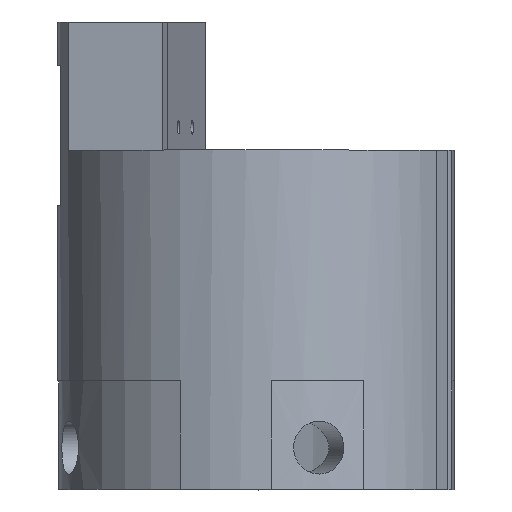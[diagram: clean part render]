
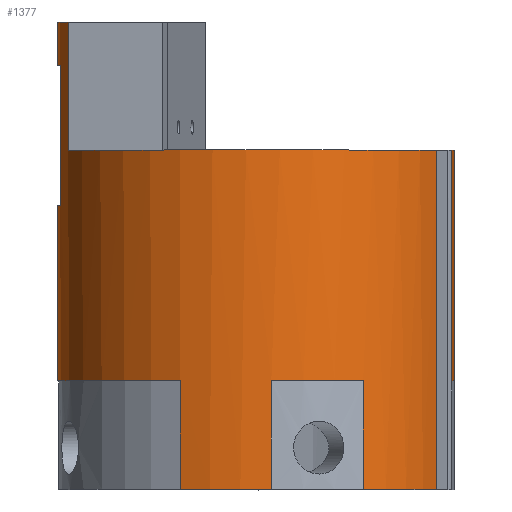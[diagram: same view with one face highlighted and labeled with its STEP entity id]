
A CAD part, top view. The second image highlights one B-rep face of the part: STEP entity #1377.
In plain terms, the highlighted cylindrical face has radius 18.098 mm (diameter 36.195 mm), a partial arc.
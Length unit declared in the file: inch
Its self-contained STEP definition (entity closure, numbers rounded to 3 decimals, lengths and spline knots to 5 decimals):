
#65=CYLINDRICAL_SURFACE('',#1465,0.7125);
#96=FACE_OUTER_BOUND('',#167,.T.);
#167=EDGE_LOOP('',(#920,#921,#922,#923,#924,#925,#926,#927,#928,#929,#930,
#931,#932,#933,#934,#935,#936,#937,#938,#939,#940,#941,#942,#943,#944,#945,
#946));
#261=LINE('',#2025,#373);
#262=LINE('',#2029,#374);
#263=LINE('',#2033,#375);
#264=LINE('',#2037,#376);
#265=LINE('',#2039,#377);
#266=LINE('',#2043,#378);
#267=LINE('',#2047,#379);
#268=LINE('',#2051,#380);
#269=LINE('',#2055,#381);
#270=LINE('',#2059,#382);
#271=LINE('',#2063,#383);
#272=LINE('',#2066,#384);
#273=LINE('',#2068,#385);
#274=LINE('',#2071,#386);
#373=VECTOR('',#1621,0.3937);
#374=VECTOR('',#1624,0.3937);
#375=VECTOR('',#1627,0.3937);
#376=VECTOR('',#1630,0.3937);
#377=VECTOR('',#1631,0.3937);
#378=VECTOR('',#1634,0.3937);
#379=VECTOR('',#1637,0.3937);
#380=VECTOR('',#1640,0.3937);
#381=VECTOR('',#1643,0.3937);
#382=VECTOR('',#1646,0.3937);
#383=VECTOR('',#1649,0.3937);
#384=VECTOR('',#1652,0.3937);
#385=VECTOR('',#1653,0.3937);
#386=VECTOR('',#1656,0.3937);
#481=CIRCLE('',#1462,0.7125);
#483=CIRCLE('',#1464,0.7125);
#484=CIRCLE('',#1466,0.7125);
#485=CIRCLE('',#1467,0.7125);
#486=CIRCLE('',#1468,0.7125);
#487=CIRCLE('',#1469,0.7125);
#488=CIRCLE('',#1470,0.7125);
#489=CIRCLE('',#1471,0.7125);
#490=CIRCLE('',#1472,0.7125);
#491=CIRCLE('',#1473,0.7125);
#492=CIRCLE('',#1474,0.7125);
#493=CIRCLE('',#1475,0.7125);
#494=CIRCLE('',#1476,0.7125);
#556=VERTEX_POINT('',#2009);
#557=VERTEX_POINT('',#2010);
#558=VERTEX_POINT('',#2012);
#559=VERTEX_POINT('',#2014);
#563=VERTEX_POINT('',#2024);
#564=VERTEX_POINT('',#2026);
#565=VERTEX_POINT('',#2028);
#566=VERTEX_POINT('',#2030);
#567=VERTEX_POINT('',#2032);
#568=VERTEX_POINT('',#2034);
#569=VERTEX_POINT('',#2036);
#570=VERTEX_POINT('',#2038);
#571=VERTEX_POINT('',#2040);
#572=VERTEX_POINT('',#2042);
#573=VERTEX_POINT('',#2044);
#574=VERTEX_POINT('',#2046);
#575=VERTEX_POINT('',#2048);
#576=VERTEX_POINT('',#2050);
#577=VERTEX_POINT('',#2052);
#578=VERTEX_POINT('',#2054);
#579=VERTEX_POINT('',#2056);
#580=VERTEX_POINT('',#2058);
#581=VERTEX_POINT('',#2060);
#582=VERTEX_POINT('',#2062);
#583=VERTEX_POINT('',#2064);
#584=VERTEX_POINT('',#2067);
#585=VERTEX_POINT('',#2069);
#700=EDGE_CURVE('',#556,#557,#481,.T.);
#702=EDGE_CURVE('',#558,#559,#483,.T.);
#707=EDGE_CURVE('',#563,#556,#261,.T.);
#708=EDGE_CURVE('',#564,#563,#484,.T.);
#709=EDGE_CURVE('',#564,#565,#262,.T.);
#710=EDGE_CURVE('',#565,#566,#485,.T.);
#711=EDGE_CURVE('',#566,#567,#263,.T.);
#712=EDGE_CURVE('',#567,#568,#486,.T.);
#713=EDGE_CURVE('',#568,#569,#264,.T.);
#714=EDGE_CURVE('',#569,#570,#265,.T.);
#715=EDGE_CURVE('',#571,#570,#487,.T.);
#716=EDGE_CURVE('',#571,#572,#266,.T.);
#717=EDGE_CURVE('',#572,#573,#488,.T.);
#718=EDGE_CURVE('',#573,#574,#267,.T.);
#719=EDGE_CURVE('',#574,#575,#489,.T.);
#720=EDGE_CURVE('',#575,#576,#268,.T.);
#721=EDGE_CURVE('',#577,#576,#490,.F.);
#722=EDGE_CURVE('',#577,#578,#269,.T.);
#723=EDGE_CURVE('',#578,#579,#491,.T.);
#724=EDGE_CURVE('',#579,#580,#270,.T.);
#725=EDGE_CURVE('',#581,#580,#492,.F.);
#726=EDGE_CURVE('',#581,#582,#271,.T.);
#727=EDGE_CURVE('',#583,#582,#493,.T.);
#728=EDGE_CURVE('',#583,#559,#272,.T.);
#729=EDGE_CURVE('',#558,#584,#273,.T.);
#730=EDGE_CURVE('',#584,#585,#494,.T.);
#731=EDGE_CURVE('',#585,#557,#274,.T.);
#920=ORIENTED_EDGE('',*,*,#700,.F.);
#921=ORIENTED_EDGE('',*,*,#707,.F.);
#922=ORIENTED_EDGE('',*,*,#708,.F.);
#923=ORIENTED_EDGE('',*,*,#709,.T.);
#924=ORIENTED_EDGE('',*,*,#710,.T.);
#925=ORIENTED_EDGE('',*,*,#711,.T.);
#926=ORIENTED_EDGE('',*,*,#712,.T.);
#927=ORIENTED_EDGE('',*,*,#713,.T.);
#928=ORIENTED_EDGE('',*,*,#714,.T.);
#929=ORIENTED_EDGE('',*,*,#715,.F.);
#930=ORIENTED_EDGE('',*,*,#716,.T.);
#931=ORIENTED_EDGE('',*,*,#717,.T.);
#932=ORIENTED_EDGE('',*,*,#718,.T.);
#933=ORIENTED_EDGE('',*,*,#719,.T.);
#934=ORIENTED_EDGE('',*,*,#720,.T.);
#935=ORIENTED_EDGE('',*,*,#721,.F.);
#936=ORIENTED_EDGE('',*,*,#722,.T.);
#937=ORIENTED_EDGE('',*,*,#723,.T.);
#938=ORIENTED_EDGE('',*,*,#724,.T.);
#939=ORIENTED_EDGE('',*,*,#725,.F.);
#940=ORIENTED_EDGE('',*,*,#726,.T.);
#941=ORIENTED_EDGE('',*,*,#727,.F.);
#942=ORIENTED_EDGE('',*,*,#728,.T.);
#943=ORIENTED_EDGE('',*,*,#702,.F.);
#944=ORIENTED_EDGE('',*,*,#729,.T.);
#945=ORIENTED_EDGE('',*,*,#730,.T.);
#946=ORIENTED_EDGE('',*,*,#731,.T.);
#1377=ADVANCED_FACE('',(#96),#65,.T.);
#1462=AXIS2_PLACEMENT_3D('',#2011,#1609,#1610);
#1464=AXIS2_PLACEMENT_3D('',#2015,#1613,#1614);
#1465=AXIS2_PLACEMENT_3D('',#2023,#1619,#1620);
#1466=AXIS2_PLACEMENT_3D('',#2027,#1622,#1623);
#1467=AXIS2_PLACEMENT_3D('',#2031,#1625,#1626);
#1468=AXIS2_PLACEMENT_3D('',#2035,#1628,#1629);
#1469=AXIS2_PLACEMENT_3D('',#2041,#1632,#1633);
#1470=AXIS2_PLACEMENT_3D('',#2045,#1635,#1636);
#1471=AXIS2_PLACEMENT_3D('',#2049,#1638,#1639);
#1472=AXIS2_PLACEMENT_3D('',#2053,#1641,#1642);
#1473=AXIS2_PLACEMENT_3D('',#2057,#1644,#1645);
#1474=AXIS2_PLACEMENT_3D('',#2061,#1647,#1648);
#1475=AXIS2_PLACEMENT_3D('',#2065,#1650,#1651);
#1476=AXIS2_PLACEMENT_3D('',#2070,#1654,#1655);
#1609=DIRECTION('center_axis',(0.,1.,0.));
#1610=DIRECTION('ref_axis',(-0.741,0.,-0.671));
#1613=DIRECTION('center_axis',(0.,1.,0.));
#1614=DIRECTION('ref_axis',(-0.741,0.,-0.671));
#1619=DIRECTION('center_axis',(0.,1.,0.));
#1620=DIRECTION('ref_axis',(-0.956,0.,-0.292));
#1621=DIRECTION('',(0.,1.,0.));
#1622=DIRECTION('center_axis',(0.,1.,0.));
#1623=DIRECTION('ref_axis',(1.,0.,0.));
#1624=DIRECTION('',(0.,-1.,0.));
#1625=DIRECTION('center_axis',(0.,1.,0.));
#1626=DIRECTION('ref_axis',(1.,0.,0.));
#1627=DIRECTION('',(0.,1.,0.));
#1628=DIRECTION('center_axis',(0.,-1.,0.));
#1629=DIRECTION('ref_axis',(1.,0.,0.));
#1630=DIRECTION('',(0.,1.,0.));
#1631=DIRECTION('',(0.,1.,0.));
#1632=DIRECTION('center_axis',(0.,-1.,0.));
#1633=DIRECTION('ref_axis',(0.986,0.,0.164));
#1634=DIRECTION('',(0.,-1.,0.));
#1635=DIRECTION('center_axis',(0.,-1.,0.));
#1636=DIRECTION('ref_axis',(1.,0.,0.));
#1637=DIRECTION('',(0.,-1.,0.));
#1638=DIRECTION('center_axis',(0.,1.,0.));
#1639=DIRECTION('ref_axis',(1.,0.,0.));
#1640=DIRECTION('',(0.,-1.,0.));
#1641=DIRECTION('center_axis',(0.,1.,0.));
#1642=DIRECTION('ref_axis',(1.,0.,0.));
#1643=DIRECTION('',(0.,1.,0.));
#1644=DIRECTION('center_axis',(0.,1.,0.));
#1645=DIRECTION('ref_axis',(1.,0.,0.));
#1646=DIRECTION('',(0.,-1.,0.));
#1647=DIRECTION('center_axis',(0.,1.,0.));
#1648=DIRECTION('ref_axis',(1.,0.,0.));
#1649=DIRECTION('',(0.,1.,0.));
#1650=DIRECTION('center_axis',(0.,1.,0.));
#1651=DIRECTION('ref_axis',(1.,0.,0.));
#1652=DIRECTION('',(0.,1.,0.));
#1653=DIRECTION('',(0.,-1.,0.));
#1654=DIRECTION('center_axis',(0.,-1.,0.));
#1655=DIRECTION('ref_axis',(0.986,0.,0.164));
#1656=DIRECTION('',(0.,1.,0.));
#2009=CARTESIAN_POINT('',(1.69501,3.8258,3.12071));
#2010=CARTESIAN_POINT('',(1.57455,3.8258,3.23984));
#2011=CARTESIAN_POINT('Origin',(2.13222,3.8258,3.6833));
#2012=CARTESIAN_POINT('',(1.45832,3.8258,3.45198));
#2014=CARTESIAN_POINT('',(1.45755,3.8258,3.91237));
#2015=CARTESIAN_POINT('Origin',(2.13222,3.8258,3.6833));
#2023=CARTESIAN_POINT('Origin',(2.13222,3.2158,3.6833));
#2024=CARTESIAN_POINT('',(1.69501,3.3658,3.12071));
#2025=CARTESIAN_POINT('',(1.69501,3.8298,3.12071));
#2026=CARTESIAN_POINT('',(2.83507,3.3658,3.80018));
#2027=CARTESIAN_POINT('Origin',(2.13222,3.3658,3.6833));
#2028=CARTESIAN_POINT('',(2.83507,2.5378,3.80018));
#2029=CARTESIAN_POINT('',(2.83507,3.2158,3.80018));
#2030=CARTESIAN_POINT('',(1.46903,2.5378,3.42285));
#2031=CARTESIAN_POINT('Origin',(2.13222,2.5378,3.6833));
#2032=CARTESIAN_POINT('',(1.46903,3.1668,3.42285));
#2033=CARTESIAN_POINT('',(1.46903,3.3658,3.42285));
#2034=CARTESIAN_POINT('',(1.60402,3.1668,3.20512));
#2035=CARTESIAN_POINT('Origin',(2.13222,3.1668,3.6833));
#2036=CARTESIAN_POINT('',(1.60402,3.3658,3.20512));
#2037=CARTESIAN_POINT('',(1.60402,3.2158,3.20512));
#2038=CARTESIAN_POINT('',(1.60402,3.6708,3.20512));
#2039=CARTESIAN_POINT('',(1.60402,3.8298,3.20512));
#2040=CARTESIAN_POINT('',(1.43005,3.6708,3.80417));
#2041=CARTESIAN_POINT('Origin',(2.13222,3.6708,3.6833));
#2042=CARTESIAN_POINT('',(1.43005,3.1668,3.80417));
#2043=CARTESIAN_POINT('',(1.43005,3.2158,3.80417));
#2044=CARTESIAN_POINT('',(1.42808,3.1668,3.57449));
#2045=CARTESIAN_POINT('Origin',(2.13222,3.1668,3.6833));
#2046=CARTESIAN_POINT('',(1.42808,2.5378,3.57449));
#2047=CARTESIAN_POINT('',(1.42808,3.2158,3.57449));
#2048=CARTESIAN_POINT('',(1.86035,2.5378,4.34189));
#2049=CARTESIAN_POINT('Origin',(2.13222,2.5378,3.6833));
#2050=CARTESIAN_POINT('',(1.86035,2.1478,4.34189));
#2051=CARTESIAN_POINT('',(1.86035,2.1378,4.34189));
#2052=CARTESIAN_POINT('',(2.18719,2.1478,4.39368));
#2053=CARTESIAN_POINT('Origin',(2.13222,2.1478,3.6833));
#2054=CARTESIAN_POINT('',(2.18719,2.5378,4.39368));
#2055=CARTESIAN_POINT('',(2.18719,1.8378,4.39368));
#2056=CARTESIAN_POINT('',(2.51688,2.5378,4.28304));
#2057=CARTESIAN_POINT('Origin',(2.13222,2.5378,3.6833));
#2058=CARTESIAN_POINT('',(2.51688,2.1478,4.28304));
#2059=CARTESIAN_POINT('',(2.51688,1.8378,4.28304));
#2060=CARTESIAN_POINT('',(2.78045,2.1478,3.97903));
#2061=CARTESIAN_POINT('Origin',(2.13222,2.1478,3.6833));
#2062=CARTESIAN_POINT('',(2.78045,3.3658,3.97903));
#2063=CARTESIAN_POINT('',(2.78045,2.1478,3.97903));
#2064=CARTESIAN_POINT('',(1.45755,3.3658,3.91237));
#2065=CARTESIAN_POINT('Origin',(2.13222,3.3658,3.6833));
#2066=CARTESIAN_POINT('',(1.45755,3.8298,3.91237));
#2067=CARTESIAN_POINT('',(1.45832,3.7978,3.45198));
#2068=CARTESIAN_POINT('',(1.45832,3.8258,3.45198));
#2069=CARTESIAN_POINT('',(1.57455,3.7978,3.23984));
#2070=CARTESIAN_POINT('Origin',(2.13222,3.7978,3.6833));
#2071=CARTESIAN_POINT('',(1.57455,3.8258,3.23984));
